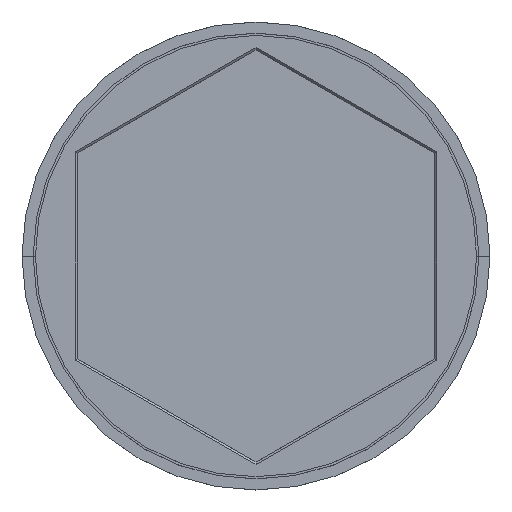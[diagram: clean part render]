
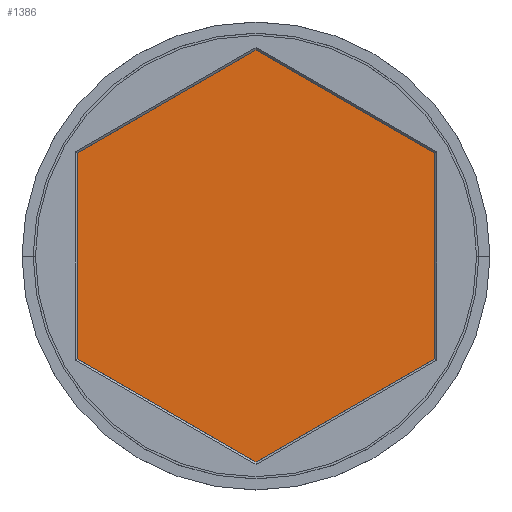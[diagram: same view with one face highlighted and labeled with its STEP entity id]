
A CAD part, top view. The second image highlights one B-rep face of the part: STEP entity #1386.
In plain terms, the highlighted planar face has unit normal (0, 0, 1).
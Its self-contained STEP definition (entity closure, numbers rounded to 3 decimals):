
#36 = DIRECTION ( 'NONE',  ( 0., -1., 0. ) ) ;
#48 = CARTESIAN_POINT ( 'NONE',  ( 4., -6.928, -2. ) ) ;
#56 = ORIENTED_EDGE ( 'NONE', *, *, #1138, .T. ) ;
#125 = CARTESIAN_POINT ( 'NONE',  ( -8., 4.619, -2. ) ) ;
#137 = PLANE ( 'NONE',  #640 ) ;
#144 = DIRECTION ( 'NONE',  ( 1., 0., 0. ) ) ;
#188 = CARTESIAN_POINT ( 'NONE',  ( -8., 0., -2. ) ) ;
#229 = LINE ( 'NONE', #863, #842 ) ;
#274 = DIRECTION ( 'NONE',  ( 0.866, -0.5, 0. ) ) ;
#294 = ORIENTED_EDGE ( 'NONE', *, *, #701, .T. ) ;
#336 = ORIENTED_EDGE ( 'NONE', *, *, #1331, .T. ) ;
#346 = VECTOR ( 'NONE', #816, 1000. ) ;
#388 = CARTESIAN_POINT ( 'NONE',  ( 0., -9.238, -2. ) ) ;
#436 = EDGE_CURVE ( 'NONE', #1311, #1288, #229, .T. ) ;
#450 = VERTEX_POINT ( 'NONE', #125 ) ;
#453 = ORIENTED_EDGE ( 'NONE', *, *, #473, .T. ) ;
#473 = EDGE_CURVE ( 'NONE', #1580, #1311, #487, .T. ) ;
#487 = LINE ( 'NONE', #1205, #1400 ) ;
#522 = CARTESIAN_POINT ( 'NONE',  ( 0., 9.238, -2. ) ) ;
#534 = ORIENTED_EDGE ( 'NONE', *, *, #1040, .T. ) ;
#558 = VECTOR ( 'NONE', #274, 1000. ) ;
#565 = DIRECTION ( 'NONE',  ( 0.866, 0.5, 0. ) ) ;
#610 = DIRECTION ( 'NONE',  ( 0., 1., 0. ) ) ;
#618 = VERTEX_POINT ( 'NONE', #388 ) ;
#624 = DIRECTION ( 'NONE',  ( -0.866, 0.5, 0. ) ) ;
#640 = AXIS2_PLACEMENT_3D ( 'NONE', #979, #1248, #144 ) ;
#701 = EDGE_CURVE ( 'NONE', #618, #1580, #1244, .T. ) ;
#816 = DIRECTION ( 'NONE',  ( -0.866, -0.5, 0. ) ) ;
#842 = VECTOR ( 'NONE', #624, 1000. ) ;
#863 = CARTESIAN_POINT ( 'NONE',  ( 4., 6.928, -2. ) ) ;
#918 = ORIENTED_EDGE ( 'NONE', *, *, #436, .T. ) ;
#934 = CARTESIAN_POINT ( 'NONE',  ( 8., -4.619, -2. ) ) ;
#972 = CARTESIAN_POINT ( 'NONE',  ( -4., -6.928, -2. ) ) ;
#979 = CARTESIAN_POINT ( 'NONE',  ( 0., 0., -2. ) ) ;
#1000 = EDGE_LOOP ( 'NONE', ( #918, #56, #534, #336, #294, #453 ) ) ;
#1009 = CARTESIAN_POINT ( 'NONE',  ( -8., -4.619, -2. ) ) ;
#1040 = EDGE_CURVE ( 'NONE', #450, #1422, #1159, .T. ) ;
#1094 = CARTESIAN_POINT ( 'NONE',  ( -4., 6.928, -2. ) ) ;
#1106 = VECTOR ( 'NONE', #36, 1000. ) ;
#1138 = EDGE_CURVE ( 'NONE', #1288, #450, #1317, .T. ) ;
#1159 = LINE ( 'NONE', #188, #1106 ) ;
#1205 = CARTESIAN_POINT ( 'NONE',  ( 8., 0., -2. ) ) ;
#1244 = LINE ( 'NONE', #48, #1536 ) ;
#1248 = DIRECTION ( 'NONE',  ( 0., 0., 1. ) ) ;
#1288 = VERTEX_POINT ( 'NONE', #522 ) ;
#1311 = VERTEX_POINT ( 'NONE', #1486 ) ;
#1317 = LINE ( 'NONE', #1094, #346 ) ;
#1331 = EDGE_CURVE ( 'NONE', #1422, #618, #1481, .T. ) ;
#1336 = FACE_OUTER_BOUND ( 'NONE', #1000, .T. ) ;
#1386 = ADVANCED_FACE ( 'NONE', ( #1336 ), #137, .T. ) ;
#1400 = VECTOR ( 'NONE', #610, 1000. ) ;
#1422 = VERTEX_POINT ( 'NONE', #1009 ) ;
#1481 = LINE ( 'NONE', #972, #558 ) ;
#1486 = CARTESIAN_POINT ( 'NONE',  ( 8., 4.619, -2. ) ) ;
#1536 = VECTOR ( 'NONE', #565, 1000. ) ;
#1580 = VERTEX_POINT ( 'NONE', #934 ) ;
